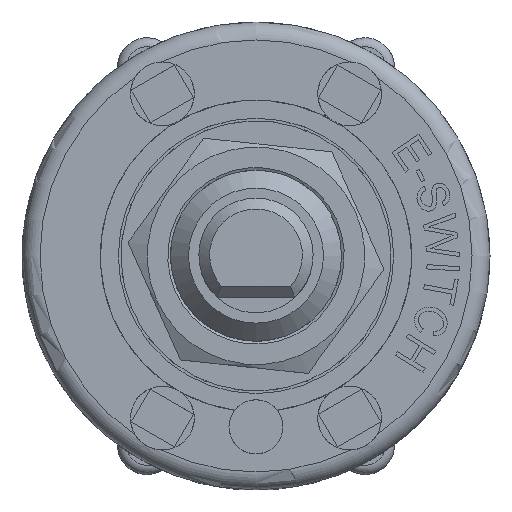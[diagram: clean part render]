
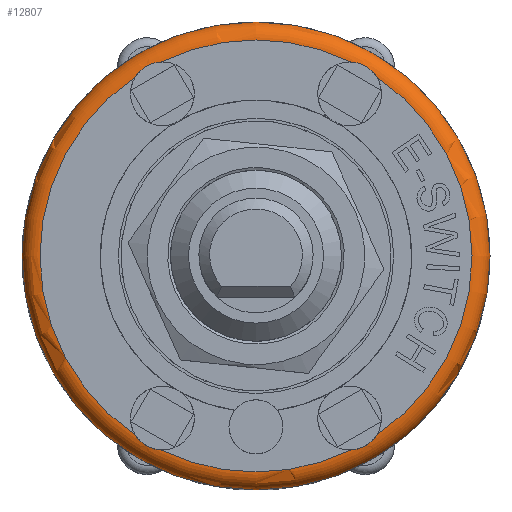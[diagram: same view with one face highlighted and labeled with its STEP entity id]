
A CAD part, top view. The second image highlights one B-rep face of the part: STEP entity #12807.
In plain terms, the highlighted toroidal (fillet/blend) face has major radius 12 mm and minor radius 1 mm.
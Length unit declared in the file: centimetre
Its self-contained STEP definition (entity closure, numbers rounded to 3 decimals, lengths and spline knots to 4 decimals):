
#26=TOROIDAL_SURFACE('',#13451,1.2,0.1);
#1112=B_SPLINE_CURVE_WITH_KNOTS('',3,(#22148,#22149,#22150,#22151,#22152,
#22153,#22154,#22155,#22156,#22157,#22158,#22159),.UNSPECIFIED.,.F.,.F.,
(4,2,2,2,2,4),(-0.2692,-0.2446,-0.216,
-0.1921,-0.1645,-0.1357),.UNSPECIFIED.);
#1113=B_SPLINE_CURVE_WITH_KNOTS('',3,(#22171,#22172,#22173,#22174,#22175,
#22176,#22177,#22178,#22179,#22180,#22181,#22182),.UNSPECIFIED.,.F.,.F.,
(4,2,2,2,2,4),(-0.2692,-0.2446,-0.216,
-0.1921,-0.1645,-0.1357),.UNSPECIFIED.);
#1114=B_SPLINE_CURVE_WITH_KNOTS('',3,(#22199,#22200,#22201,#22202,#22203,
#22204,#22205,#22206,#22207,#22208,#22209,#22210),.UNSPECIFIED.,.F.,.F.,
(4,2,2,2,2,4),(-0.2692,-0.2446,-0.216,
-0.1921,-0.1645,-0.1357),.UNSPECIFIED.);
#1115=B_SPLINE_CURVE_WITH_KNOTS('',3,(#22232,#22233,#22234,#22235,#22236,
#22237,#22238,#22239,#22240,#22241,#22242,#22243),.UNSPECIFIED.,.F.,.F.,
(4,2,2,2,2,4),(-0.2692,-0.2446,-0.216,
-0.1921,-0.1645,-0.1357),.UNSPECIFIED.);
#1761=FACE_OUTER_BOUND('',#2524,.T.);
#2524=EDGE_LOOP('',(#11802,#11803,#11804,#11805,#11806,#11807,#11808,#11809,
#11810,#11811,#11812,#11813));
#5344=CIRCLE('',#13404,1.3);
#5371=CIRCLE('',#13452,0.1);
#5372=CIRCLE('',#13453,1.2);
#5373=CIRCLE('',#13454,1.2);
#5374=CIRCLE('',#13455,1.2);
#5375=CIRCLE('',#13456,1.2);
#5376=CIRCLE('',#13457,1.2);
#6547=VERTEX_POINT('',#22110);
#6555=VERTEX_POINT('',#22146);
#6556=VERTEX_POINT('',#22147);
#6559=VERTEX_POINT('',#22169);
#6560=VERTEX_POINT('',#22170);
#6565=VERTEX_POINT('',#22197);
#6566=VERTEX_POINT('',#22198);
#6573=VERTEX_POINT('',#22230);
#6574=VERTEX_POINT('',#22231);
#6577=VERTEX_POINT('',#22253);
#8334=EDGE_CURVE('',#6547,#6547,#5344,.T.);
#8352=EDGE_CURVE('',#6555,#6556,#1112,.T.);
#8358=EDGE_CURVE('',#6559,#6560,#1113,.T.);
#8366=EDGE_CURVE('',#6565,#6566,#1114,.T.);
#8376=EDGE_CURVE('',#6573,#6574,#1115,.T.);
#8382=EDGE_CURVE('',#6547,#6577,#5371,.T.);
#8383=EDGE_CURVE('',#6577,#6565,#5372,.T.);
#8384=EDGE_CURVE('',#6566,#6559,#5373,.T.);
#8385=EDGE_CURVE('',#6560,#6555,#5374,.T.);
#8386=EDGE_CURVE('',#6556,#6573,#5375,.T.);
#8387=EDGE_CURVE('',#6574,#6577,#5376,.T.);
#11802=ORIENTED_EDGE('',*,*,#8334,.T.);
#11803=ORIENTED_EDGE('',*,*,#8382,.T.);
#11804=ORIENTED_EDGE('',*,*,#8383,.T.);
#11805=ORIENTED_EDGE('',*,*,#8366,.T.);
#11806=ORIENTED_EDGE('',*,*,#8384,.T.);
#11807=ORIENTED_EDGE('',*,*,#8358,.T.);
#11808=ORIENTED_EDGE('',*,*,#8385,.T.);
#11809=ORIENTED_EDGE('',*,*,#8352,.T.);
#11810=ORIENTED_EDGE('',*,*,#8386,.T.);
#11811=ORIENTED_EDGE('',*,*,#8376,.T.);
#11812=ORIENTED_EDGE('',*,*,#8387,.T.);
#11813=ORIENTED_EDGE('',*,*,#8382,.F.);
#12807=ADVANCED_FACE('',(#1761),#26,.T.);
#13404=AXIS2_PLACEMENT_3D('',#22111,#15892,#15893);
#13451=AXIS2_PLACEMENT_3D('',#22252,#16003,#16004);
#13452=AXIS2_PLACEMENT_3D('',#22254,#16005,#16006);
#13453=AXIS2_PLACEMENT_3D('',#22255,#16007,#16008);
#13454=AXIS2_PLACEMENT_3D('',#22256,#16009,#16010);
#13455=AXIS2_PLACEMENT_3D('',#22257,#16011,#16012);
#13456=AXIS2_PLACEMENT_3D('',#22258,#16013,#16014);
#13457=AXIS2_PLACEMENT_3D('',#22259,#16015,#16016);
#15892=DIRECTION('center_axis',(0.,0.,1.));
#15893=DIRECTION('ref_axis',(-1.,0.,0.));
#16003=DIRECTION('center_axis',(0.,0.,-1.));
#16004=DIRECTION('ref_axis',(-1.,0.,0.));
#16005=DIRECTION('center_axis',(0.,-1.,0.));
#16006=DIRECTION('ref_axis',(1.,0.,0.));
#16007=DIRECTION('center_axis',(0.,0.,-1.));
#16008=DIRECTION('ref_axis',(-1.,0.,0.));
#16009=DIRECTION('center_axis',(0.,0.,-1.));
#16010=DIRECTION('ref_axis',(-1.,0.,0.));
#16011=DIRECTION('center_axis',(0.,0.,-1.));
#16012=DIRECTION('ref_axis',(-1.,0.,0.));
#16013=DIRECTION('center_axis',(0.,0.,-1.));
#16014=DIRECTION('ref_axis',(-1.,0.,0.));
#16015=DIRECTION('center_axis',(0.,0.,-1.));
#16016=DIRECTION('ref_axis',(-1.,0.,0.));
#22110=CARTESIAN_POINT('',(1.3,0.,0.95));
#22111=CARTESIAN_POINT('Origin',(0.,0.,0.95));
#22146=CARTESIAN_POINT('',(-0.67,0.9955,1.05));
#22147=CARTESIAN_POINT('',(-0.5271,1.078,1.05));
#22148=CARTESIAN_POINT('Ctrl Pts',(-0.67,0.9955,
1.05));
#22149=CARTESIAN_POINT('Ctrl Pts',(-0.6646,1.0041,
1.05));
#22150=CARTESIAN_POINT('Ctrl Pts',(-0.6583,1.0124,
1.0498));
#22151=CARTESIAN_POINT('Ctrl Pts',(-0.6428,1.0294,
1.0491));
#22152=CARTESIAN_POINT('Ctrl Pts',(-0.6335,1.0377,
1.0488));
#22153=CARTESIAN_POINT('Ctrl Pts',(-0.615,1.051,1.0484));
#22154=CARTESIAN_POINT('Ctrl Pts',(-0.6061,1.0563,
1.0484));
#22155=CARTESIAN_POINT('Ctrl Pts',(-0.5859,1.0659,1.0487));
#22156=CARTESIAN_POINT('Ctrl Pts',(-0.5747,1.07,1.049));
#22157=CARTESIAN_POINT('Ctrl Pts',(-0.551,1.0759,1.0497));
#22158=CARTESIAN_POINT('Ctrl Pts',(-0.539,1.0775,
1.05));
#22159=CARTESIAN_POINT('Ctrl Pts',(-0.5271,1.078,
1.05));
#22169=CARTESIAN_POINT('',(-0.5271,-1.078,1.05));
#22170=CARTESIAN_POINT('',(-0.67,-0.9955,1.05));
#22171=CARTESIAN_POINT('Ctrl Pts',(-0.5271,-1.078,
1.05));
#22172=CARTESIAN_POINT('Ctrl Pts',(-0.5373,-1.0776,
1.05));
#22173=CARTESIAN_POINT('Ctrl Pts',(-0.5476,-1.0763,
1.0498));
#22174=CARTESIAN_POINT('Ctrl Pts',(-0.5701,-1.0714,1.0491));
#22175=CARTESIAN_POINT('Ctrl Pts',(-0.5819,-1.0675,
1.0488));
#22176=CARTESIAN_POINT('Ctrl Pts',(-0.6027,-1.0581,
1.0484));
#22177=CARTESIAN_POINT('Ctrl Pts',(-0.6117,-1.053,
1.0484));
#22178=CARTESIAN_POINT('Ctrl Pts',(-0.6301,-1.0404,
1.0487));
#22179=CARTESIAN_POINT('Ctrl Pts',(-0.6393,-1.0327,
1.049));
#22180=CARTESIAN_POINT('Ctrl Pts',(-0.6562,-1.0151,
1.0497));
#22181=CARTESIAN_POINT('Ctrl Pts',(-0.6637,-1.0055,
1.05));
#22182=CARTESIAN_POINT('Ctrl Pts',(-0.67,-0.9955,
1.05));
#22197=CARTESIAN_POINT('',(0.67,-0.9955,1.05));
#22198=CARTESIAN_POINT('',(0.5271,-1.078,1.05));
#22199=CARTESIAN_POINT('Ctrl Pts',(0.67,-0.9955,
1.05));
#22200=CARTESIAN_POINT('Ctrl Pts',(0.6646,-1.0041,
1.05));
#22201=CARTESIAN_POINT('Ctrl Pts',(0.6583,-1.0124,
1.0498));
#22202=CARTESIAN_POINT('Ctrl Pts',(0.6428,-1.0294,
1.0491));
#22203=CARTESIAN_POINT('Ctrl Pts',(0.6335,-1.0377,
1.0488));
#22204=CARTESIAN_POINT('Ctrl Pts',(0.615,-1.051,
1.0484));
#22205=CARTESIAN_POINT('Ctrl Pts',(0.6061,-1.0563,
1.0484));
#22206=CARTESIAN_POINT('Ctrl Pts',(0.5859,-1.0659,1.0487));
#22207=CARTESIAN_POINT('Ctrl Pts',(0.5747,-1.07,1.049));
#22208=CARTESIAN_POINT('Ctrl Pts',(0.551,-1.0759,
1.0497));
#22209=CARTESIAN_POINT('Ctrl Pts',(0.539,-1.0775,
1.05));
#22210=CARTESIAN_POINT('Ctrl Pts',(0.5271,-1.078,
1.05));
#22230=CARTESIAN_POINT('',(0.5271,1.078,1.05));
#22231=CARTESIAN_POINT('',(0.67,0.9955,1.05));
#22232=CARTESIAN_POINT('Ctrl Pts',(0.5271,1.078,1.05));
#22233=CARTESIAN_POINT('Ctrl Pts',(0.5373,1.0776,1.05));
#22234=CARTESIAN_POINT('Ctrl Pts',(0.5476,1.0763,1.0498));
#22235=CARTESIAN_POINT('Ctrl Pts',(0.5701,1.0714,1.0491));
#22236=CARTESIAN_POINT('Ctrl Pts',(0.5819,1.0675,1.0488));
#22237=CARTESIAN_POINT('Ctrl Pts',(0.6027,1.0581,1.0484));
#22238=CARTESIAN_POINT('Ctrl Pts',(0.6117,1.053,1.0484));
#22239=CARTESIAN_POINT('Ctrl Pts',(0.6301,1.0404,1.0487));
#22240=CARTESIAN_POINT('Ctrl Pts',(0.6393,1.0327,1.049));
#22241=CARTESIAN_POINT('Ctrl Pts',(0.6562,1.0151,1.0497));
#22242=CARTESIAN_POINT('Ctrl Pts',(0.6637,1.0055,1.05));
#22243=CARTESIAN_POINT('Ctrl Pts',(0.67,0.9955,
1.05));
#22252=CARTESIAN_POINT('Origin',(0.,0.,0.95));
#22253=CARTESIAN_POINT('',(1.2,0.,1.05));
#22254=CARTESIAN_POINT('Origin',(1.2,0.,0.95));
#22255=CARTESIAN_POINT('Origin',(0.,0.,1.05));
#22256=CARTESIAN_POINT('Origin',(0.,0.,1.05));
#22257=CARTESIAN_POINT('Origin',(0.,0.,1.05));
#22258=CARTESIAN_POINT('Origin',(0.,0.,1.05));
#22259=CARTESIAN_POINT('Origin',(0.,0.,1.05));
